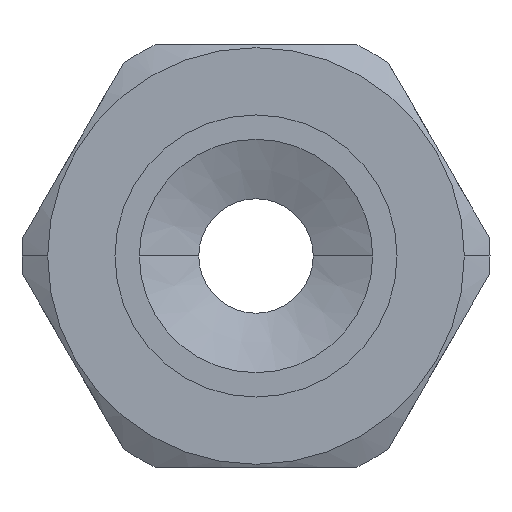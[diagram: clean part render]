
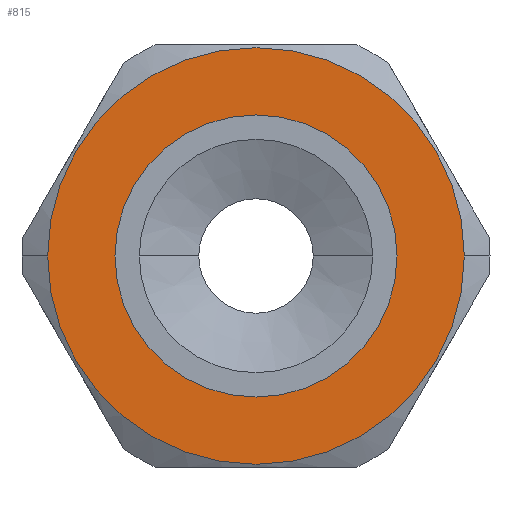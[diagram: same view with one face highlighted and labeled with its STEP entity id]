
A CAD part, front view. The second image highlights one B-rep face of the part: STEP entity #815.
In plain terms, the highlighted planar face has unit normal (0, -1, 0).
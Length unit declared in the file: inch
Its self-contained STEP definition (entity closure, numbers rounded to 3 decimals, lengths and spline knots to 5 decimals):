
#19 = CARTESIAN_POINT ( 'NONE',  ( 0., 0.7525, 0. ) ) ;
#20 = DIRECTION ( 'NONE',  ( 0., 1., 0. ) ) ;
#21 = DIRECTION ( 'NONE',  ( -1., 0., 0. ) ) ;
#134 = CARTESIAN_POINT ( 'NONE',  ( 0., 0.7525, 0. ) ) ;
#135 = DIRECTION ( 'NONE',  ( 0., 1., 0. ) ) ;
#136 = DIRECTION ( 'NONE',  ( -1., 0., 0. ) ) ;
#396 = AXIS2_PLACEMENT_3D ( 'NONE', #1381, #1389, #1390 ) ;
#422 = CIRCLE ( 'NONE', #424, 0.37575 ) ;
#424 = AXIS2_PLACEMENT_3D ( 'NONE', #1484, #1485, #1486 ) ;
#442 = CIRCLE ( 'NONE', #444, 0.555 ) ;
#444 = AXIS2_PLACEMENT_3D ( 'NONE', #1552, #1553, #1554 ) ;
#535 = VERTEX_POINT ( 'NONE', #1117 ) ;
#536 = VERTEX_POINT ( 'NONE', #1118 ) ;
#542 = VERTEX_POINT ( 'NONE', #1124 ) ;
#543 = VERTEX_POINT ( 'NONE', #1125 ) ;
#779 = ORIENTED_EDGE ( 'NONE', *, *, #837, .T. ) ;
#780 = ORIENTED_EDGE ( 'NONE', *, *, #1261, .T. ) ;
#781 = ORIENTED_EDGE ( 'NONE', *, *, #852, .F. ) ;
#782 = ORIENTED_EDGE ( 'NONE', *, *, #1237, .F. ) ;
#815 = ADVANCED_FACE ( 'NONE', ( #1385, #1386 ), #1387, .T. ) ;
#837 = EDGE_CURVE ( 'NONE', #535, #536, #422, .T. ) ;
#852 = EDGE_CURVE ( 'NONE', #543, #542, #442, .T. ) ;
#968 = EDGE_LOOP ( 'NONE', ( #781, #782 ) ) ;
#972 = EDGE_LOOP ( 'NONE', ( #779, #780 ) ) ;
#1117 = CARTESIAN_POINT ( 'NONE',  ( -0.37575, 0.7525, 0. ) ) ;
#1118 = CARTESIAN_POINT ( 'NONE',  ( 0.37575, 0.7525, 0. ) ) ;
#1124 = CARTESIAN_POINT ( 'NONE',  ( 0.555, 0.7525, 0. ) ) ;
#1125 = CARTESIAN_POINT ( 'NONE',  ( -0.555, 0.7525, 0. ) ) ;
#1237 = EDGE_CURVE ( 'NONE', #542, #543, #1654, .T. ) ;
#1261 = EDGE_CURVE ( 'NONE', #536, #535, #1931, .T. ) ;
#1381 = CARTESIAN_POINT ( 'NONE',  ( 0.555, 0.7525, 0. ) ) ;
#1385 = FACE_BOUND ( 'NONE', #972, .T. ) ;
#1386 = FACE_OUTER_BOUND ( 'NONE', #968, .T. ) ;
#1387 = PLANE ( 'NONE',  #396 ) ;
#1389 = DIRECTION ( 'NONE',  ( 0., -1., 0. ) ) ;
#1390 = DIRECTION ( 'NONE',  ( 1., 0., 0. ) ) ;
#1484 = CARTESIAN_POINT ( 'NONE',  ( 0., 0.7525, 0. ) ) ;
#1485 = DIRECTION ( 'NONE',  ( 0., 1., 0. ) ) ;
#1486 = DIRECTION ( 'NONE',  ( -1., 0., 0. ) ) ;
#1552 = CARTESIAN_POINT ( 'NONE',  ( 0., 0.7525, 0. ) ) ;
#1553 = DIRECTION ( 'NONE',  ( 0., 1., 0. ) ) ;
#1554 = DIRECTION ( 'NONE',  ( -1., 0., 0. ) ) ;
#1654 = CIRCLE ( 'NONE', #1657, 0.555 ) ;
#1657 = AXIS2_PLACEMENT_3D ( 'NONE', #19, #20, #21 ) ;
#1931 = CIRCLE ( 'NONE', #1933, 0.37575 ) ;
#1933 = AXIS2_PLACEMENT_3D ( 'NONE', #134, #135, #136 ) ;
